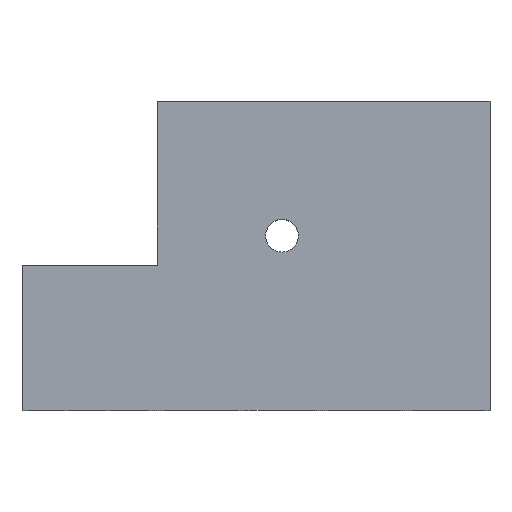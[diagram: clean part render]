
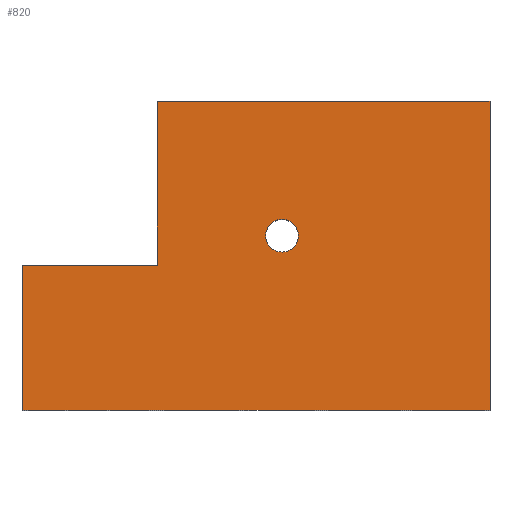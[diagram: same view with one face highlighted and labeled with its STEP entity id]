
A CAD part, top view. The second image highlights one B-rep face of the part: STEP entity #820.
In plain terms, the highlighted planar face has unit normal (0, 0, 1).
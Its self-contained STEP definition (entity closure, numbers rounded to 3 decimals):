
#225=AXIS2_PLACEMENT_3D('Circle Axis2P3D',#223,#224,$) ;
#242=AXIS2_PLACEMENT_3D('Circle Axis2P3D',#240,#241,$) ;
#801=AXIS2_PLACEMENT_3D('Plane Axis2P3D',#798,#799,#800) ;
#40=CARTESIAN_POINT('Vertex',(0.,13.3,14.9)) ;
#56=CARTESIAN_POINT('Vertex',(0.,0.,14.9)) ;
#59=CARTESIAN_POINT('Line Origine',(0.,6.65,14.9)) ;
#76=CARTESIAN_POINT('Line Origine',(6.2,13.3,14.9)) ;
#80=CARTESIAN_POINT('Vertex',(12.4,13.3,14.9)) ;
#107=CARTESIAN_POINT('Line Origine',(12.4,20.8,14.9)) ;
#111=CARTESIAN_POINT('Vertex',(12.4,28.3,14.9)) ;
#142=CARTESIAN_POINT('Vertex',(42.88,28.3,14.9)) ;
#152=CARTESIAN_POINT('Line Origine',(27.64,28.3,14.9)) ;
#175=CARTESIAN_POINT('Vertex',(42.88,0.,14.9)) ;
#183=CARTESIAN_POINT('Line Origine',(42.88,14.15,14.9)) ;
#206=CARTESIAN_POINT('Vertex',(22.33,16.,14.9)) ;
#220=CARTESIAN_POINT('Vertex',(25.33,16.,14.9)) ;
#223=CARTESIAN_POINT('Axis2P3D Location',(23.83,16.,14.9)) ;
#240=CARTESIAN_POINT('Axis2P3D Location',(23.83,16.,14.9)) ;
#798=CARTESIAN_POINT('Axis2P3D Location',(12.4,0.,14.9)) ;
#803=CARTESIAN_POINT('Line Origine',(21.44,0.,14.9)) ;
#60=DIRECTION('Vector Direction',(0.,1.,0.)) ;
#77=DIRECTION('Vector Direction',(1.,0.,0.)) ;
#108=DIRECTION('Vector Direction',(0.,1.,0.)) ;
#153=DIRECTION('Vector Direction',(1.,0.,0.)) ;
#184=DIRECTION('Vector Direction',(0.,1.,0.)) ;
#224=DIRECTION('Axis2P3D Direction',(0.,0.,-1.)) ;
#241=DIRECTION('Axis2P3D Direction',(0.,0.,-1.)) ;
#799=DIRECTION('Axis2P3D Direction',(0.,0.,-1.)) ;
#800=DIRECTION('Axis2P3D XDirection',(0.,1.,0.)) ;
#804=DIRECTION('Vector Direction',(1.,0.,0.)) ;
#61=VECTOR('Line Direction',#60,1.) ;
#78=VECTOR('Line Direction',#77,1.) ;
#109=VECTOR('Line Direction',#108,1.) ;
#154=VECTOR('Line Direction',#153,1.) ;
#185=VECTOR('Line Direction',#184,1.) ;
#805=VECTOR('Line Direction',#804,1.) ;
#809=ORIENTED_EDGE('',*,*,#187,.T.) ;
#810=ORIENTED_EDGE('',*,*,#156,.F.) ;
#811=ORIENTED_EDGE('',*,*,#113,.F.) ;
#812=ORIENTED_EDGE('',*,*,#82,.T.) ;
#813=ORIENTED_EDGE('',*,*,#63,.F.) ;
#814=ORIENTED_EDGE('',*,*,#807,.T.) ;
#817=ORIENTED_EDGE('',*,*,#227,.T.) ;
#818=ORIENTED_EDGE('',*,*,#244,.T.) ;
#819=FACE_BOUND('',#816,.T.) ;
#820=ADVANCED_FACE('HOUSING',(#815,#819),#802,.F.) ;
#226=CIRCLE('generated circle',#225,1.5) ;
#243=CIRCLE('generated circle',#242,1.5) ;
#63=EDGE_CURVE('',#57,#41,#62,.T.) ;
#82=EDGE_CURVE('',#81,#41,#79,.F.) ;
#113=EDGE_CURVE('',#81,#112,#110,.T.) ;
#156=EDGE_CURVE('',#112,#143,#155,.T.) ;
#187=EDGE_CURVE('',#176,#143,#186,.T.) ;
#227=EDGE_CURVE('',#207,#221,#226,.T.) ;
#244=EDGE_CURVE('',#221,#207,#243,.T.) ;
#807=EDGE_CURVE('',#57,#176,#806,.T.) ;
#808=EDGE_LOOP('',(#809,#810,#811,#812,#813,#814)) ;
#816=EDGE_LOOP('',(#817,#818)) ;
#815=FACE_OUTER_BOUND('',#808,.T.) ;
#62=LINE('Line',#59,#61) ;
#79=LINE('Line',#76,#78) ;
#110=LINE('Line',#107,#109) ;
#155=LINE('Line',#152,#154) ;
#186=LINE('Line',#183,#185) ;
#806=LINE('Line',#803,#805) ;
#802=PLANE('',#801) ;
#41=VERTEX_POINT('',#40) ;
#57=VERTEX_POINT('',#56) ;
#81=VERTEX_POINT('',#80) ;
#112=VERTEX_POINT('',#111) ;
#143=VERTEX_POINT('',#142) ;
#176=VERTEX_POINT('',#175) ;
#207=VERTEX_POINT('',#206) ;
#221=VERTEX_POINT('',#220) ;
